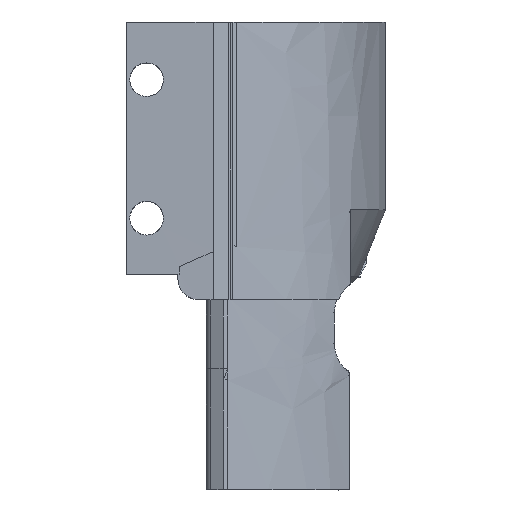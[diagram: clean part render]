
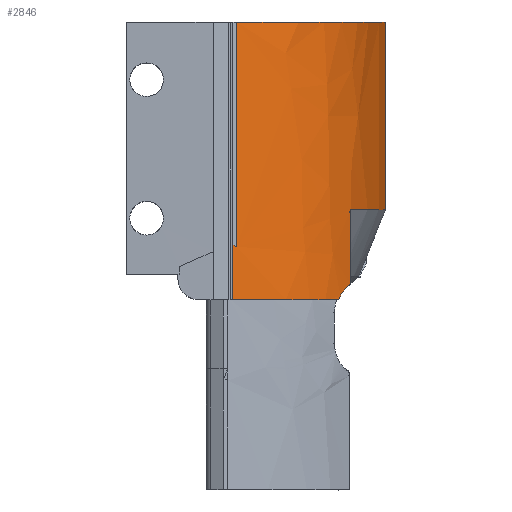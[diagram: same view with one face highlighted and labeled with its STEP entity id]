
A CAD part, top view. The second image highlights one B-rep face of the part: STEP entity #2846.
In plain terms, the highlighted free-form (B-spline) face has degree [3, 1] with [7, 2] control points.
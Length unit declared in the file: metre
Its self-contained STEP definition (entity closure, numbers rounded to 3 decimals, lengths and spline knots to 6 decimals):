
#144=B_SPLINE_SURFACE_WITH_KNOTS('',3,1,((#4437,#4438),(#4439,#4440),(#4441,
#4442),(#4443,#4444),(#4445,#4446),(#4447,#4448),(#4449,#4450)),
 .SURF_OF_LINEAR_EXTRUSION.,.F.,.F.,.F.,(4,1,1,1,4),(2,2),(0.,0.251426,
0.497352,0.740437,1.),(0.,1.),.UNSPECIFIED.);
#178=B_SPLINE_CURVE_WITH_KNOTS('',3,(#4285,#4286,#4287,#4288,#4289,#4290,
#4291),.UNSPECIFIED.,.F.,.F.,(4,1,1,1,4),(0.,0.251426,0.497352,
0.740437,1.),.UNSPECIFIED.);
#189=B_SPLINE_CURVE_WITH_KNOTS('',3,(#4451,#4452,#4453,#4454),
 .UNSPECIFIED.,.F.,.F.,(4,4),(0.000663,0.004341),
 .UNSPECIFIED.);
#190=B_SPLINE_CURVE_WITH_KNOTS('',3,(#4458,#4459,#4460,#4461,#4462,#4463,
#4464,#4465,#4466),.UNSPECIFIED.,.F.,.F.,(4,1,1,1,1,1,4),(0.,0.25,0.375,
0.5,0.625,0.75,1.),.UNSPECIFIED.);
#191=B_SPLINE_CURVE_WITH_KNOTS('',3,(#4472,#4473,#4474,#4475,#4476,#4477,
#4478),.UNSPECIFIED.,.F.,.F.,(4,1,1,1,4),(0.,0.251426,0.497352,
0.740437,1.),.UNSPECIFIED.);
#408=ORIENTED_EDGE('',*,*,#1279,.F.);
#409=ORIENTED_EDGE('',*,*,#1280,.F.);
#410=ORIENTED_EDGE('',*,*,#1281,.T.);
#411=ORIENTED_EDGE('',*,*,#1282,.T.);
#412=ORIENTED_EDGE('',*,*,#1283,.T.);
#413=ORIENTED_EDGE('',*,*,#1284,.F.);
#414=ORIENTED_EDGE('',*,*,#1285,.T.);
#415=ORIENTED_EDGE('',*,*,#1286,.T.);
#416=ORIENTED_EDGE('',*,*,#1275,.F.);
#417=ORIENTED_EDGE('',*,*,#1230,.T.);
#1230=EDGE_CURVE('',#1672,#1670,#178,.T.);
#1275=EDGE_CURVE('',#1672,#1709,#1968,.T.);
#1279=EDGE_CURVE('',#1712,#1670,#189,.T.);
#1280=EDGE_CURVE('',#1713,#1712,#1972,.F.);
#1281=EDGE_CURVE('',#1713,#1714,#190,.T.);
#1282=EDGE_CURVE('',#1714,#1715,#1973,.T.);
#1283=EDGE_CURVE('',#1715,#1716,#1974,.T.);
#1284=EDGE_CURVE('',#1717,#1716,#191,.T.);
#1285=EDGE_CURVE('',#1717,#1718,#1975,.T.);
#1286=EDGE_CURVE('',#1718,#1709,#1976,.T.);
#1670=VERTEX_POINT('',#4283);
#1672=VERTEX_POINT('',#4292);
#1709=VERTEX_POINT('',#4431);
#1712=VERTEX_POINT('',#4455);
#1713=VERTEX_POINT('',#4457);
#1714=VERTEX_POINT('',#4467);
#1715=VERTEX_POINT('',#4469);
#1716=VERTEX_POINT('',#4471);
#1717=VERTEX_POINT('',#4479);
#1718=VERTEX_POINT('',#4481);
#1968=LINE('',#4430,#2236);
#1972=LINE('',#4456,#2240);
#1973=LINE('',#4468,#2241);
#1974=LINE('',#4470,#2242);
#1975=LINE('',#4480,#2243);
#1976=LINE('',#4482,#2244);
#2236=VECTOR('',#3286,1.);
#2240=VECTOR('',#3290,1.);
#2241=VECTOR('',#3291,1.);
#2242=VECTOR('',#3292,1.);
#2243=VECTOR('',#3293,1.);
#2244=VECTOR('',#3294,1.);
#2477=EDGE_LOOP('',(#408,#409,#410,#411,#412,#413,#414,#415,#416,#417));
#2645=FACE_BOUND('',#2477,.T.);
#2846=ADVANCED_FACE('',(#2645),#144,.T.);
#3286=DIRECTION('',(0.,1.,0.));
#3290=DIRECTION('',(0.,1.,0.));
#3291=DIRECTION('',(0.,1.,0.));
#3292=DIRECTION('',(0.,1.,0.));
#3293=DIRECTION('',(0.,-1.,0.));
#3294=DIRECTION('',(-0.779,0.418,0.467));
#4283=CARTESIAN_POINT('',(0.022282,0.053374,0.071754));
#4285=CARTESIAN_POINT('',(0.008733,0.053374,0.083162));
#4286=CARTESIAN_POINT('',(0.013399,0.053374,0.080243));
#4287=CARTESIAN_POINT('',(0.022628,0.053374,0.074469));
#4288=CARTESIAN_POINT('',(0.027596,0.053374,0.059117));
#4289=CARTESIAN_POINT('',(0.029194,0.053374,0.044106));
#4290=CARTESIAN_POINT('',(0.025836,0.053374,0.033324));
#4291=CARTESIAN_POINT('',(0.024102,0.053374,0.027757));
#4292=CARTESIAN_POINT('',(0.008731,0.053374,0.083162));
#4430=CARTESIAN_POINT('',(0.008733,0.054945,0.083162));
#4431=CARTESIAN_POINT('',(0.00873,0.060418,0.083162));
#4437=CARTESIAN_POINT('',(0.008733,0.053374,0.083162));
#4438=CARTESIAN_POINT('',(0.008733,0.088845,0.083162));
#4439=CARTESIAN_POINT('',(0.013399,0.053374,0.080243));
#4440=CARTESIAN_POINT('',(0.013399,0.088845,0.080243));
#4441=CARTESIAN_POINT('',(0.022628,0.053374,0.074469));
#4442=CARTESIAN_POINT('',(0.022628,0.088845,0.074469));
#4443=CARTESIAN_POINT('',(0.027596,0.053374,0.059117));
#4444=CARTESIAN_POINT('',(0.027596,0.088845,0.059117));
#4445=CARTESIAN_POINT('',(0.029194,0.053374,0.044106));
#4446=CARTESIAN_POINT('',(0.029194,0.088845,0.044106));
#4447=CARTESIAN_POINT('',(0.025836,0.053374,0.033324));
#4448=CARTESIAN_POINT('',(0.025836,0.088845,0.033324));
#4449=CARTESIAN_POINT('',(0.024102,0.053374,0.027757));
#4450=CARTESIAN_POINT('',(0.024102,0.088845,0.027757));
#4451=CARTESIAN_POINT('',(0.02377,0.055299,0.069128));
#4452=CARTESIAN_POINT('',(0.023233,0.055117,0.070215));
#4453=CARTESIAN_POINT('',(0.022635,0.054439,0.071211));
#4454=CARTESIAN_POINT('',(0.022282,0.053374,0.071754));
#4455=CARTESIAN_POINT('',(0.02377,0.055299,0.069128));
#4456=CARTESIAN_POINT('',(0.02377,0.054644,0.069128));
#4457=CARTESIAN_POINT('',(0.02377,0.064945,0.069128));
#4458=CARTESIAN_POINT('',(0.02377,0.064945,0.069128));
#4459=CARTESIAN_POINT('',(0.02531,0.064945,0.066011));
#4460=CARTESIAN_POINT('',(0.026812,0.064945,0.060828));
#4461=CARTESIAN_POINT('',(0.028026,0.064945,0.054034));
#4462=CARTESIAN_POINT('',(0.028425,0.064945,0.048938));
#4463=CARTESIAN_POINT('',(0.028188,0.064945,0.043778));
#4464=CARTESIAN_POINT('',(0.026898,0.064945,0.03674));
#4465=CARTESIAN_POINT('',(0.025221,0.064945,0.03135));
#4466=CARTESIAN_POINT('',(0.024102,0.064945,0.027757));
#4467=CARTESIAN_POINT('',(0.024102,0.064945,0.027756));
#4468=CARTESIAN_POINT('',(0.024102,0.054945,0.027757));
#4469=CARTESIAN_POINT('',(0.024102,0.07823,0.027757));
#4470=CARTESIAN_POINT('',(0.024102,0.054945,0.027757));
#4471=CARTESIAN_POINT('',(0.024102,0.088845,0.027757));
#4472=CARTESIAN_POINT('',(0.008733,0.088845,0.083162));
#4473=CARTESIAN_POINT('',(0.013399,0.088845,0.080243));
#4474=CARTESIAN_POINT('',(0.022628,0.088845,0.074469));
#4475=CARTESIAN_POINT('',(0.027596,0.088845,0.059117));
#4476=CARTESIAN_POINT('',(0.029194,0.088845,0.044106));
#4477=CARTESIAN_POINT('',(0.025836,0.088845,0.033324));
#4478=CARTESIAN_POINT('',(0.024102,0.088845,0.027757));
#4479=CARTESIAN_POINT('',(0.009225,0.088845,0.082857));
#4480=CARTESIAN_POINT('',(0.009226,0.050245,0.082862));
#4481=CARTESIAN_POINT('',(0.009226,0.060148,0.082858));
#4482=CARTESIAN_POINT('',(0.008652,0.060458,0.083206));
